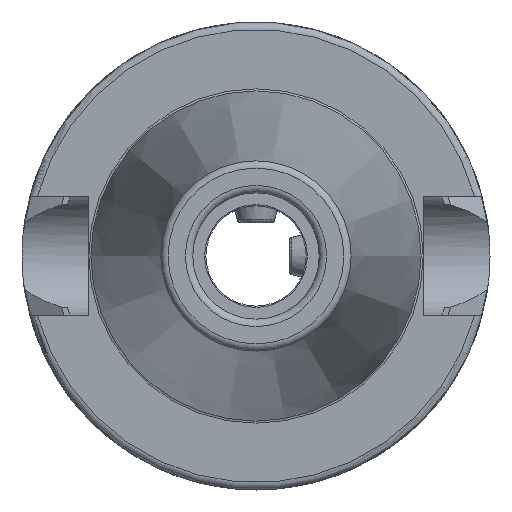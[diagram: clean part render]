
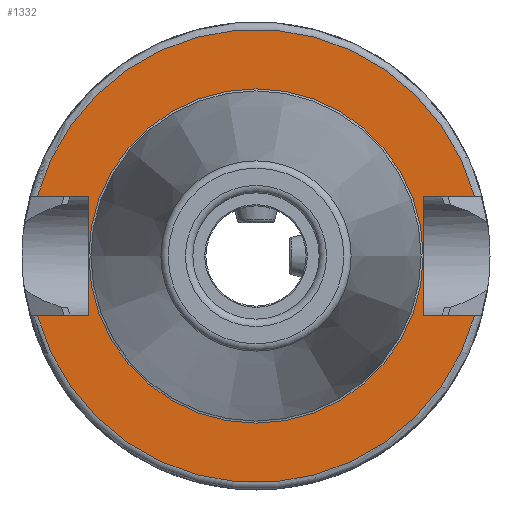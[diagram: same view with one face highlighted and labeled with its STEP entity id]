
A CAD part, left-side view. The second image highlights one B-rep face of the part: STEP entity #1332.
In plain terms, the highlighted planar face has unit normal (-1, 0, 0).
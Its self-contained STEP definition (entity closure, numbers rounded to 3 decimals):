
#51=FACE_BOUND('',#263,.T.);
#67=PLANE('',#1531);
#178=FACE_OUTER_BOUND('',#262,.T.);
#262=EDGE_LOOP('',(#1122,#1123,#1124,#1125,#1126,#1127,#1128,#1129));
#263=EDGE_LOOP('',(#1130));
#324=LINE('',#2369,#407);
#328=LINE('',#2377,#411);
#331=LINE('',#2397,#414);
#342=LINE('',#2497,#425);
#345=LINE('',#2518,#428);
#347=LINE('',#2521,#430);
#407=VECTOR('',#1738,10.);
#411=VECTOR('',#1744,10.);
#414=VECTOR('',#1749,10.);
#425=VECTOR('',#1804,10.);
#428=VECTOR('',#1809,10.);
#430=VECTOR('',#1813,10.);
#508=CIRCLE('',#1508,30.5);
#520=CIRCLE('',#1530,22.5);
#521=CIRCLE('',#1532,30.5);
#605=VERTEX_POINT('',#2357);
#606=VERTEX_POINT('',#2368);
#608=VERTEX_POINT('',#2374);
#609=VERTEX_POINT('',#2376);
#624=VERTEX_POINT('',#2457);
#631=VERTEX_POINT('',#2494);
#632=VERTEX_POINT('',#2496);
#636=VERTEX_POINT('',#2517);
#644=VERTEX_POINT('',#2547);
#754=EDGE_CURVE('',#606,#605,#324,.T.);
#758=EDGE_CURVE('',#609,#608,#328,.T.);
#763=EDGE_CURVE('',#608,#606,#331,.T.);
#783=EDGE_CURVE('',#609,#624,#508,.T.);
#793=EDGE_CURVE('',#632,#631,#342,.T.);
#798=EDGE_CURVE('',#636,#624,#345,.T.);
#800=EDGE_CURVE('',#631,#636,#347,.T.);
#814=EDGE_CURVE('',#644,#644,#520,.T.);
#815=EDGE_CURVE('',#632,#605,#521,.T.);
#1122=ORIENTED_EDGE('',*,*,#754,.T.);
#1123=ORIENTED_EDGE('',*,*,#815,.F.);
#1124=ORIENTED_EDGE('',*,*,#793,.T.);
#1125=ORIENTED_EDGE('',*,*,#800,.T.);
#1126=ORIENTED_EDGE('',*,*,#798,.T.);
#1127=ORIENTED_EDGE('',*,*,#783,.F.);
#1128=ORIENTED_EDGE('',*,*,#758,.T.);
#1129=ORIENTED_EDGE('',*,*,#763,.T.);
#1130=ORIENTED_EDGE('',*,*,#814,.T.);
#1332=ADVANCED_FACE('',(#178,#51),#67,.T.);
#1508=AXIS2_PLACEMENT_3D('',#2458,#1791,#1792);
#1530=AXIS2_PLACEMENT_3D('',#2549,#1849,#1850);
#1531=AXIS2_PLACEMENT_3D('',#2550,#1851,#1852);
#1532=AXIS2_PLACEMENT_3D('',#2551,#1853,#1854);
#1738=DIRECTION('',(0.,-1.,0.));
#1744=DIRECTION('',(0.,1.,0.));
#1749=DIRECTION('',(0.,0.,1.));
#1791=DIRECTION('center_axis',(1.,0.,0.));
#1792=DIRECTION('ref_axis',(0.,0.,-1.));
#1804=DIRECTION('',(0.,-1.,0.));
#1809=DIRECTION('',(0.,1.,0.));
#1813=DIRECTION('',(0.,0.,-1.));
#1849=DIRECTION('center_axis',(1.,0.,0.));
#1850=DIRECTION('ref_axis',(0.,0.,-1.));
#1851=DIRECTION('center_axis',(-1.,0.,0.));
#1852=DIRECTION('ref_axis',(0.,0.,1.));
#1853=DIRECTION('center_axis',(1.,0.,0.));
#1854=DIRECTION('ref_axis',(0.,0.,-1.));
#2357=CARTESIAN_POINT('',(2.,-29.418,8.05));
#2368=CARTESIAN_POINT('',(2.,-22.6,8.05));
#2369=CARTESIAN_POINT('',(2.,3.95,8.05));
#2374=CARTESIAN_POINT('',(2.,-22.6,-8.05));
#2376=CARTESIAN_POINT('',(2.,-29.418,-8.05));
#2377=CARTESIAN_POINT('',(2.,3.95,-8.05));
#2397=CARTESIAN_POINT('',(2.,-22.6,0.));
#2457=CARTESIAN_POINT('',(2.,29.418,-8.05));
#2458=CARTESIAN_POINT('Origin',(2.,0.,0.));
#2494=CARTESIAN_POINT('',(2.,22.6,8.05));
#2496=CARTESIAN_POINT('',(2.,29.418,8.05));
#2497=CARTESIAN_POINT('',(2.,26.55,8.05));
#2517=CARTESIAN_POINT('',(2.,22.6,-8.05));
#2518=CARTESIAN_POINT('',(2.,26.55,-8.05));
#2521=CARTESIAN_POINT('',(2.,22.6,0.));
#2547=CARTESIAN_POINT('',(2.,0.,22.5));
#2549=CARTESIAN_POINT('Origin',(2.,0.,0.));
#2550=CARTESIAN_POINT('Origin',(2.,30.5,0.));
#2551=CARTESIAN_POINT('Origin',(2.,0.,0.));
